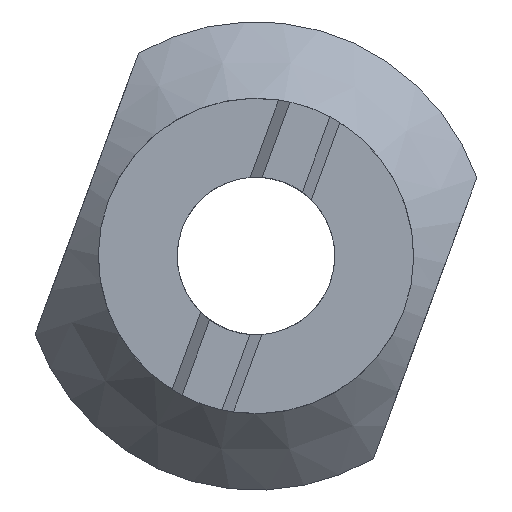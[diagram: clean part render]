
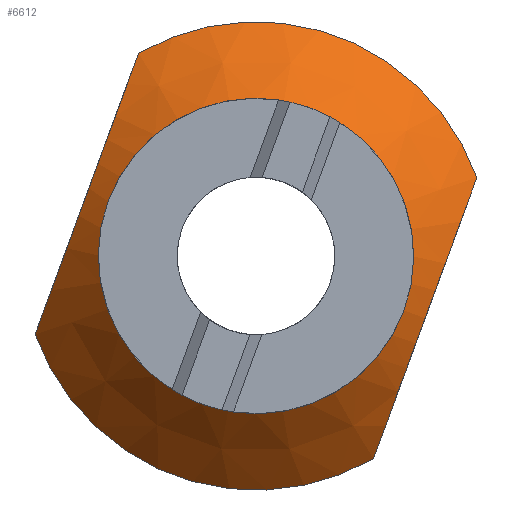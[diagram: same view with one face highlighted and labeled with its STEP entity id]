
A CAD part, left-side view. The second image highlights one B-rep face of the part: STEP entity #6612.
In plain terms, the highlighted conical face has half-angle 45 degrees and reference radius 7 mm.
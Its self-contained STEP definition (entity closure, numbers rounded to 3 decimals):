
#45 = CARTESIAN_POINT ( 'NONE',  ( 50., 0., 0. ) ) ;
#247 = ORIENTED_EDGE ( 'NONE', *, *, #7221, .T. ) ;
#271 = FACE_OUTER_BOUND ( 'NONE', #3204, .T. ) ;
#333 = CARTESIAN_POINT ( 'NONE',  ( 46.92, -6.145, 8. ) ) ;
#420 = CARTESIAN_POINT ( 'NONE',  ( 48.999, -0.313, 8. ) ) ;
#499 = CARTESIAN_POINT ( 'NONE',  ( 46.6, 6.645, 8. ) ) ;
#731 = CARTESIAN_POINT ( 'NONE',  ( 48.982, -0.617, -8. ) ) ;
#777 = CARTESIAN_POINT ( 'NONE',  ( 48.492, -2.939, -8. ) ) ;
#1029 = DIRECTION ( 'NONE',  ( -1., 0., 0. ) ) ;
#1246 = B_SPLINE_CURVE_WITH_KNOTS ( 'NONE', 3,
 ( #9437, #5470, #1776, #1739, #8384, #6544, #9308, #4689, #7464, #3679, #8464, #12185, #731, #4522, #10345, #12114, #777, #10219, #2756, #5543, #12233, #7420 ),
 .UNSPECIFIED., .F., .F.,
 ( 4, 2, 2, 2, 2, 2, 2, 2, 2, 2, 4 ),
 ( 0.021, 0.023, 0.025, 0.026, 0.027, 0.029, 0.03, 0.03, 0.032, 0.034, 0.036 ),
 .UNSPECIFIED. ) ;
#1302 = CARTESIAN_POINT ( 'NONE',  ( 48.674, -2.377, 8. ) ) ;
#1371 = VERTEX_POINT ( 'NONE', #1567 ) ;
#1418 = CARTESIAN_POINT ( 'NONE',  ( 48.934, 1.178, 8. ) ) ;
#1567 = CARTESIAN_POINT ( 'NONE',  ( 50., 0., 7. ) ) ;
#1739 = CARTESIAN_POINT ( 'NONE',  ( 47.795, 4.574, -8. ) ) ;
#1776 = CARTESIAN_POINT ( 'NONE',  ( 47.23, 5.626, -8. ) ) ;
#2235 = CARTESIAN_POINT ( 'NONE',  ( 47.225, -5.635, 8. ) ) ;
#2313 = AXIS2_PLACEMENT_3D ( 'NONE', #9238, #5320, #4502 ) ;
#2317 = CARTESIAN_POINT ( 'NONE',  ( 48.386, 3.205, 8. ) ) ;
#2339 = VERTEX_POINT ( 'NONE', #7525 ) ;
#2436 = ORIENTED_EDGE ( 'NONE', *, *, #3542, .F. ) ;
#2756 = CARTESIAN_POINT ( 'NONE',  ( 47.791, -4.582, -8. ) ) ;
#2826 = CIRCLE ( 'NONE', #4819, 7. ) ;
#3204 = EDGE_LOOP ( 'NONE', ( #6421, #8710, #10940, #2436 ) ) ;
#3542 = EDGE_CURVE ( 'NONE', #6722, #12251, #4070, .T. ) ;
#3679 = CARTESIAN_POINT ( 'NONE',  ( 48.934, 1.178, -8. ) ) ;
#3905 = CARTESIAN_POINT ( 'NONE',  ( 46.6, 6.645, 8. ) ) ;
#4040 = DIRECTION ( 'NONE',  ( 0., 0., 1. ) ) ;
#4070 = CIRCLE ( 'NONE', #4711, 10.4 ) ;
#4121 = CARTESIAN_POINT ( 'NONE',  ( 46.6, -6.645, 8. ) ) ;
#4502 = DIRECTION ( 'NONE',  ( 0., 0., 1. ) ) ;
#4522 = CARTESIAN_POINT ( 'NONE',  ( 48.914, -1.214, -8. ) ) ;
#4689 = CARTESIAN_POINT ( 'NONE',  ( 48.667, 2.349, -8. ) ) ;
#4711 = AXIS2_PLACEMENT_3D ( 'NONE', #7693, #1029, #6798 ) ;
#4819 = AXIS2_PLACEMENT_3D ( 'NONE', #45, #4837, #4040 ) ;
#4837 = DIRECTION ( 'NONE',  ( -1., 0., 0. ) ) ;
#4943 = FACE_BOUND ( 'NONE', #12116, .T. ) ;
#5154 = CIRCLE ( 'NONE', #9739, 10.4 ) ;
#5162 = CARTESIAN_POINT ( 'NONE',  ( 49.001, 0.586, 8. ) ) ;
#5286 = CARTESIAN_POINT ( 'NONE',  ( 48.053, 4.037, 8. ) ) ;
#5320 = DIRECTION ( 'NONE',  ( -1., 0., 0. ) ) ;
#5324 = CARTESIAN_POINT ( 'NONE',  ( 48.667, 2.349, 8. ) ) ;
#5470 = CARTESIAN_POINT ( 'NONE',  ( 46.923, 6.14, -8. ) ) ;
#5543 = CARTESIAN_POINT ( 'NONE',  ( 47.225, -5.635, -8. ) ) ;
#6226 = CARTESIAN_POINT ( 'NONE',  ( 47.23, 5.626, 8. ) ) ;
#6266 = CARTESIAN_POINT ( 'NONE',  ( 48.487, 2.923, 8. ) ) ;
#6421 = ORIENTED_EDGE ( 'NONE', *, *, #7635, .F. ) ;
#6544 = CARTESIAN_POINT ( 'NONE',  ( 48.386, 3.205, -8. ) ) ;
#6612 = ADVANCED_FACE ( 'NONE', ( #4943, #271 ), #11647, .T. ) ;
#6722 = VERTEX_POINT ( 'NONE', #3905 ) ;
#6798 = DIRECTION ( 'NONE',  ( 0., 0., 1. ) ) ;
#6890 = CARTESIAN_POINT ( 'NONE',  ( 46.6, 6.645, -8. ) ) ;
#7032 = CARTESIAN_POINT ( 'NONE',  ( 48.052, -4.041, 8. ) ) ;
#7115 = CARTESIAN_POINT ( 'NONE',  ( 46.923, 6.14, 8. ) ) ;
#7221 = EDGE_CURVE ( 'NONE', #1371, #1371, #2826, .T. ) ;
#7420 = CARTESIAN_POINT ( 'NONE',  ( 46.6, -6.645, -8. ) ) ;
#7464 = CARTESIAN_POINT ( 'NONE',  ( 48.745, 2.056, -8. ) ) ;
#7525 = CARTESIAN_POINT ( 'NONE',  ( 46.6, -6.645, 8. ) ) ;
#7635 = EDGE_CURVE ( 'NONE', #2339, #6722, #12376, .T. ) ;
#7678 = CARTESIAN_POINT ( 'NONE',  ( 46.6, 0., 0. ) ) ;
#7693 = CARTESIAN_POINT ( 'NONE',  ( 46.6, 0., 0. ) ) ;
#7749 = VERTEX_POINT ( 'NONE', #10233 ) ;
#7972 = CARTESIAN_POINT ( 'NONE',  ( 48.864, -1.508, 8. ) ) ;
#8384 = CARTESIAN_POINT ( 'NONE',  ( 48.053, 4.037, -8. ) ) ;
#8464 = CARTESIAN_POINT ( 'NONE',  ( 49.001, 0.586, -8. ) ) ;
#8528 = DIRECTION ( 'NONE',  ( -1., 0., 0. ) ) ;
#8710 = ORIENTED_EDGE ( 'NONE', *, *, #11736, .F. ) ;
#8908 = CARTESIAN_POINT ( 'NONE',  ( 47.791, -4.582, 8. ) ) ;
#9238 = CARTESIAN_POINT ( 'NONE',  ( 50., 0., 0. ) ) ;
#9308 = CARTESIAN_POINT ( 'NONE',  ( 48.487, 2.923, -8. ) ) ;
#9437 = CARTESIAN_POINT ( 'NONE',  ( 46.6, 6.645, -8. ) ) ;
#9739 = AXIS2_PLACEMENT_3D ( 'NONE', #7678, #8528, #10536 ) ;
#9886 = CARTESIAN_POINT ( 'NONE',  ( 48.492, -2.939, 8. ) ) ;
#10219 = CARTESIAN_POINT ( 'NONE',  ( 48.052, -4.041, -8. ) ) ;
#10233 = CARTESIAN_POINT ( 'NONE',  ( 46.6, -6.645, -8. ) ) ;
#10345 = CARTESIAN_POINT ( 'NONE',  ( 48.864, -1.508, -8. ) ) ;
#10536 = DIRECTION ( 'NONE',  ( 0., 0., 1. ) ) ;
#10667 = CARTESIAN_POINT ( 'NONE',  ( 48.914, -1.214, 8. ) ) ;
#10940 = ORIENTED_EDGE ( 'NONE', *, *, #11426, .F. ) ;
#10996 = CARTESIAN_POINT ( 'NONE',  ( 48.745, 2.056, 8. ) ) ;
#11426 = EDGE_CURVE ( 'NONE', #12251, #7749, #1246, .T. ) ;
#11637 = CARTESIAN_POINT ( 'NONE',  ( 48.982, -0.617, 8. ) ) ;
#11647 = CONICAL_SURFACE ( 'NONE', #2313, 7., 0.785 ) ;
#11736 = EDGE_CURVE ( 'NONE', #7749, #2339, #5154, .T. ) ;
#11969 = CARTESIAN_POINT ( 'NONE',  ( 47.795, 4.574, 8. ) ) ;
#12114 = CARTESIAN_POINT ( 'NONE',  ( 48.674, -2.377, -8. ) ) ;
#12116 = EDGE_LOOP ( 'NONE', ( #247 ) ) ;
#12185 = CARTESIAN_POINT ( 'NONE',  ( 48.999, -0.313, -8. ) ) ;
#12233 = CARTESIAN_POINT ( 'NONE',  ( 46.92, -6.145, -8. ) ) ;
#12251 = VERTEX_POINT ( 'NONE', #6890 ) ;
#12376 = B_SPLINE_CURVE_WITH_KNOTS ( 'NONE', 3,
 ( #4121, #333, #2235, #8908, #7032, #9886, #1302, #7972, #10667, #11637, #420, #5162, #1418, #10996, #5324, #6266, #2317, #5286, #11969, #6226, #7115, #499 ),
 .UNSPECIFIED., .F., .F.,
 ( 4, 2, 2, 2, 2, 2, 2, 2, 2, 2, 4 ),
 ( 0.008, 0.01, 0.011, 0.013, 0.014, 0.015, 0.017, 0.018, 0.019, 0.02, 0.022 ),
 .UNSPECIFIED. ) ;
